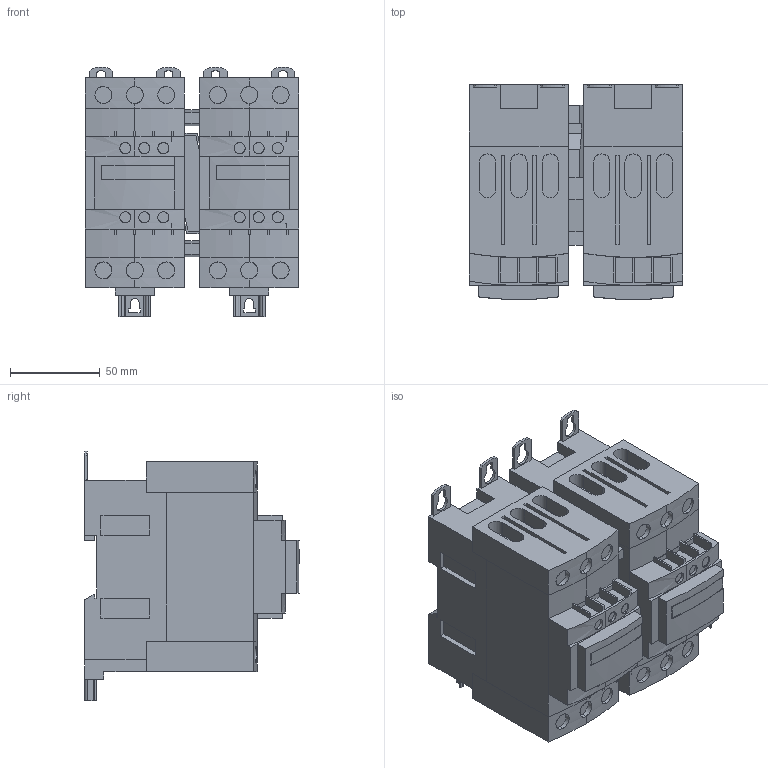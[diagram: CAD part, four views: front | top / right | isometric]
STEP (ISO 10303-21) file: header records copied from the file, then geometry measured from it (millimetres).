
FILE_DESCRIPTION(('starvars output'),'2;1');
FILE_NAME('T02DN23G7_3D.stp','18:50:46 2020/04/01',( 'Thomas Industrial Network Germany GmbH'),( 'Thomas Industrial Network Germany GmbH'),'unknown preprocess','ACIS' ,'unknown authorization');
FILE_SCHEMA(('CONFIG_CONTROL_DESIGN {UNKNOWN IMPLEMENTATION LEVEL}'));
Length unit declared in the file: millimetre
Products named in the file (11): PRODUCT_ID_33; PRODUCT_ID_34; PRODUCT_ID_35; PRODUCT_ID_36; PRODUCT_ID_37; PRODUCT_ID_38; PRODUCT_ID_39; PRODUCT_ID_40; PRODUCT_ID_41; PRODUCT_ID_42; PRODUCT_ID_43
Bounding box: 118.87 x 119.82 x 139.03 mm (x, y, z)
Volume: 1259220.6 mm3; surface area: 192585.1 mm2
Topology: 13 solids, 13 shells, 670 faces, 1718 edges, 1132 vertices
Faces by surface type: plane 512, cylinder 158
Entity records: 20551 total; most frequent: CARTESIAN_POINT 4092, ORIENTED_EDGE 3436, DIRECTION 2828, EDGE_CURVE 1718, VECTOR 1268, LINE 1268, VERTEX_POINT 1132, AXIS2_PLACEMENT_3D 780
